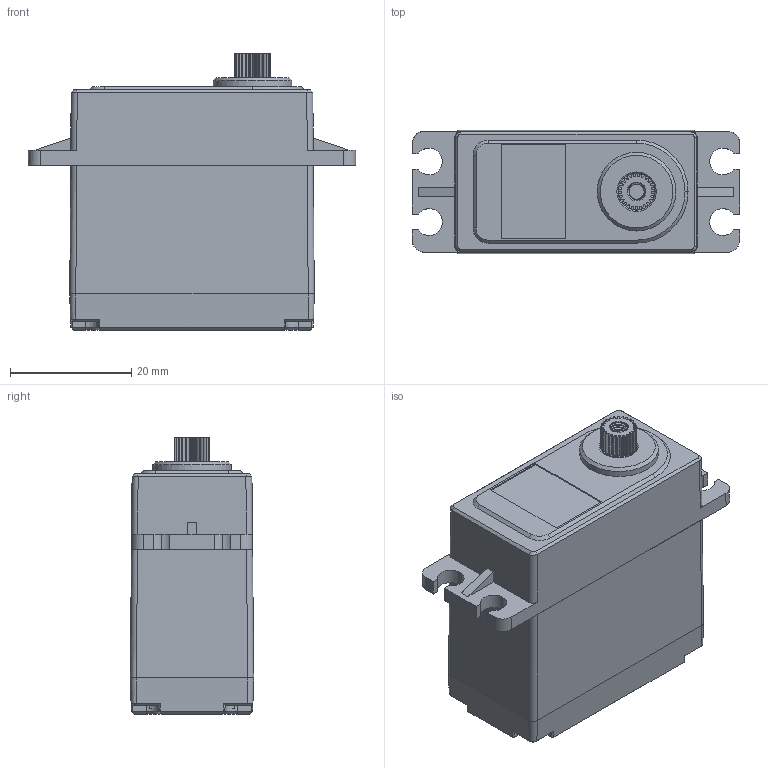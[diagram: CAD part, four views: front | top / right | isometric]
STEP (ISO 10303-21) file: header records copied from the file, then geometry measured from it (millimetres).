
FILE_DESCRIPTION(/* description */ (''),/* implementation_level */ '2;1');
FILE_NAME(/* name */ '标准舵机外形3D.step',/* time_stamp */ '2022-09-21T16:19:29+08:00',/* author */ (''),/* organization */ (''),/* preprocessor_version */ 'ST-DEVELOPER v16',/* originating_system */ 'SIEMENS PLM Software NX 10.0',/* authorisation */ '');
FILE_SCHEMA (('AUTOMOTIVE_DESIGN { 1 0 10303 214 3 1 1 1 }'));
Length unit declared in the file: millimetre
Products named in the file (1): YR-HZN-001_stp
Bounding box: 54.05 x 20.37 x 45.65 mm (x, y, z)
Volume: 12565.8 mm3; surface area: 16694.5 mm2
Topology: 3 solids, 4 shells, 508 faces, 1396 edges, 922 vertices
Faces by surface type: plane 236, cone 121, extrusion 75, cylinder 70, bspline 6
Full cylindrical faces by diameter (mm): 1.6 x1, 2 x8, 2.5 x6, 3 x1, 6 x1, 6.1 x1, 17.1 x1
Entity records: 19397 total; most frequent: CARTESIAN_POINT 6854, ORIENTED_EDGE 2648, DIRECTION 2400, EDGE_CURVE 1324, VERTEX_POINT 900, VECTOR 828, AXIS2_PLACEMENT_3D 786, LINE 753
